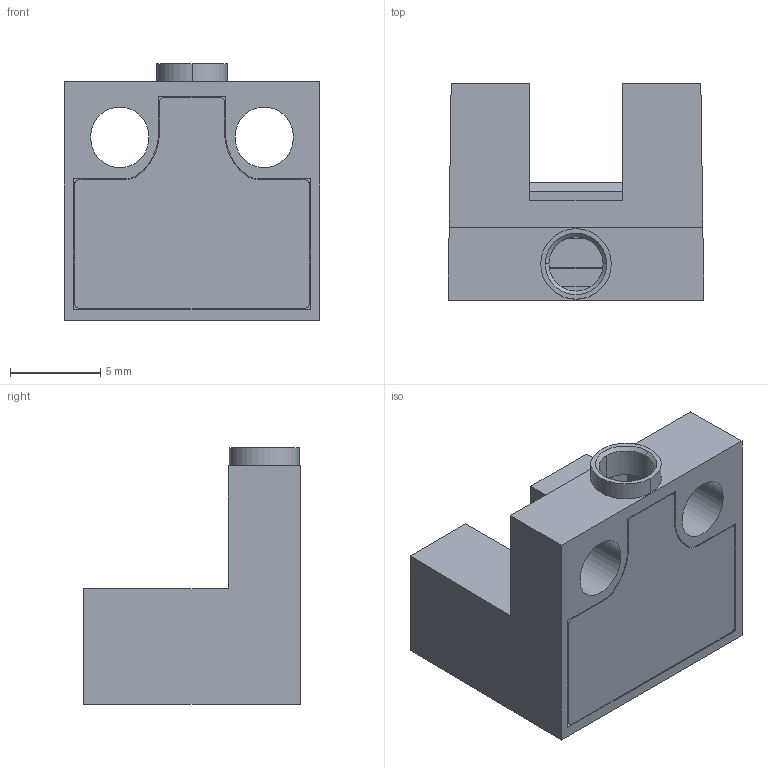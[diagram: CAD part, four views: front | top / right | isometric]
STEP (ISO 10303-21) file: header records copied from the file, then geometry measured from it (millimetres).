
FILE_DESCRIPTION((''),'2;1');
FILE_NAME('L25-210219_ASM','2021-05-26T',('admin'),(''),'PRO/ENGINEER BY PARAMETRIC TECHNOLOGY CORPORATION, 2008380','PRO/ENGINEER BY PARAMETRIC TECHNOLOGY CORPORATION, 2008380','');
FILE_SCHEMA(('CONFIG_CONTROL_DESIGN'));
Length unit declared in the file: millimetre
Products named in the file (5): MANIFOLD_SOLID_BREP_155; MANIFOLD_SOLID_BREP_156; MANIFOLD_SOLID_BREP_157; ADMIFD8FR77W_ASM; L25-210219_ASM
Assembly tree (4 placements, depth 3):
  L25-210219_ASM
    ADMIFD8FR77W_ASM
      MANIFOLD_SOLID_BREP_155
      MANIFOLD_SOLID_BREP_156
      MANIFOLD_SOLID_BREP_157
Bounding box: 14.15 x 12 x 14.2 mm (x, y, z)
Volume: 707.6 mm3; surface area: 1916.7 mm2
Topology: 3 solids, 3 shells, 226 faces, 639 edges, 427 vertices
Faces by surface type: plane 174, cylinder 48, cone 4
Entity records: 7460 total; most frequent: CARTESIAN_POINT 1353, ORIENTED_EDGE 1278, DIRECTION 1212, EDGE_CURVE 639, VECTOR 510, LINE 510, VERTEX_POINT 427, AXIS2_PLACEMENT_3D 351
